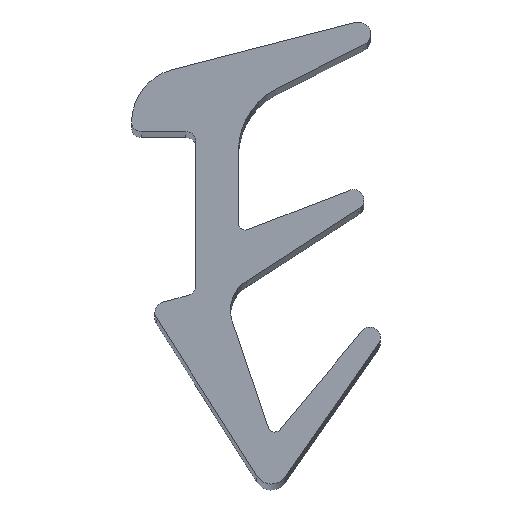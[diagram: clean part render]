
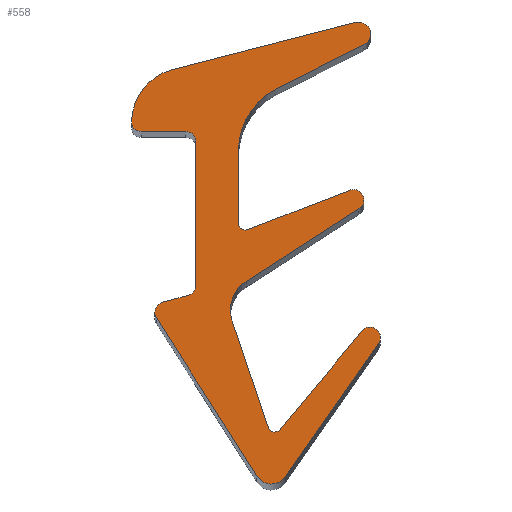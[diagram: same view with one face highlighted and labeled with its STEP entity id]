
A CAD part, top view. The second image highlights one B-rep face of the part: STEP entity #558.
In plain terms, the highlighted planar face has unit normal (0, 0, 1).
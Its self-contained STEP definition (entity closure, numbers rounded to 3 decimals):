
#27=PLANE('',#619);
#56=FACE_OUTER_BOUND('',#85,.T.);
#85=EDGE_LOOP('',(#462,#463,#464,#465,#466,#467,#468,#469,#470,#471,#472,
#473,#474,#475,#476,#477,#478,#479,#480,#481,#482,#483,#484,#485,#486,#487,
#488));
#95=LINE('',#825,#146);
#99=LINE('',#837,#150);
#104=LINE('',#855,#155);
#108=LINE('',#867,#159);
#112=LINE('',#879,#163);
#115=LINE('',#888,#166);
#119=LINE('',#900,#170);
#123=LINE('',#912,#174);
#127=LINE('',#924,#178);
#130=LINE('',#933,#181);
#134=LINE('',#945,#185);
#137=LINE('',#954,#188);
#146=VECTOR('',#651,2.887);
#150=VECTOR('',#663,5.563);
#155=VECTOR('',#682,1.3);
#159=VECTOR('',#694,4.195);
#163=VECTOR('',#706,0.835);
#166=VECTOR('',#717,5.463);
#170=VECTOR('',#729,4.759);
#174=VECTOR('',#741,3.755);
#178=VECTOR('',#753,3.28);
#181=VECTOR('',#764,3.91);
#185=VECTOR('',#776,3.179);
#188=VECTOR('',#787,2.127);
#189=CIRCLE('',#563,1.);
#191=CIRCLE('',#566,0.3);
#194=CIRCLE('',#570,2.);
#196=CIRCLE('',#574,0.35);
#198=CIRCLE('',#578,1.6);
#200=CIRCLE('',#581,0.28);
#202=CIRCLE('',#585,0.3);
#204=CIRCLE('',#589,0.3);
#205=CIRCLE('',#592,0.3);
#208=CIRCLE('',#597,0.5);
#210=CIRCLE('',#601,0.3);
#212=CIRCLE('',#605,0.2);
#213=CIRCLE('',#608,1.);
#216=CIRCLE('',#613,0.3);
#218=CIRCLE('',#617,0.2);
#219=VERTEX_POINT('',#794);
#220=VERTEX_POINT('',#795);
#223=VERTEX_POINT('',#803);
#224=VERTEX_POINT('',#804);
#229=VERTEX_POINT('',#815);
#230=VERTEX_POINT('',#817);
#232=VERTEX_POINT('',#823);
#234=VERTEX_POINT('',#829);
#236=VERTEX_POINT('',#835);
#238=VERTEX_POINT('',#841);
#240=VERTEX_POINT('',#847);
#242=VERTEX_POINT('',#853);
#244=VERTEX_POINT('',#859);
#246=VERTEX_POINT('',#865);
#248=VERTEX_POINT('',#871);
#250=VERTEX_POINT('',#877);
#252=VERTEX_POINT('',#886);
#254=VERTEX_POINT('',#892);
#256=VERTEX_POINT('',#898);
#258=VERTEX_POINT('',#904);
#260=VERTEX_POINT('',#910);
#262=VERTEX_POINT('',#916);
#264=VERTEX_POINT('',#922);
#266=VERTEX_POINT('',#931);
#268=VERTEX_POINT('',#937);
#270=VERTEX_POINT('',#943);
#272=VERTEX_POINT('',#949);
#273=EDGE_CURVE('',#219,#220,#189,.T.);
#277=EDGE_CURVE('',#223,#224,#191,.T.);
#283=EDGE_CURVE('',#230,#229,#194,.T.);
#287=EDGE_CURVE('',#229,#232,#95,.T.);
#290=EDGE_CURVE('',#232,#234,#196,.T.);
#293=EDGE_CURVE('',#234,#236,#99,.T.);
#296=EDGE_CURVE('',#236,#238,#198,.T.);
#299=EDGE_CURVE('',#238,#240,#200,.T.);
#302=EDGE_CURVE('',#240,#242,#104,.T.);
#305=EDGE_CURVE('',#242,#244,#202,.T.);
#308=EDGE_CURVE('',#244,#246,#108,.T.);
#311=EDGE_CURVE('',#246,#248,#204,.T.);
#314=EDGE_CURVE('',#248,#250,#112,.T.);
#315=EDGE_CURVE('',#250,#223,#205,.T.);
#319=EDGE_CURVE('',#224,#252,#115,.T.);
#322=EDGE_CURVE('',#252,#254,#208,.T.);
#325=EDGE_CURVE('',#254,#256,#119,.T.);
#328=EDGE_CURVE('',#256,#258,#210,.T.);
#331=EDGE_CURVE('',#258,#260,#123,.T.);
#334=EDGE_CURVE('',#260,#262,#212,.T.);
#337=EDGE_CURVE('',#262,#264,#127,.T.);
#338=EDGE_CURVE('',#264,#219,#213,.T.);
#342=EDGE_CURVE('',#220,#266,#130,.T.);
#345=EDGE_CURVE('',#266,#268,#216,.T.);
#348=EDGE_CURVE('',#268,#270,#134,.T.);
#351=EDGE_CURVE('',#270,#272,#218,.T.);
#353=EDGE_CURVE('',#272,#230,#137,.T.);
#462=ORIENTED_EDGE('',*,*,#283,.T.);
#463=ORIENTED_EDGE('',*,*,#287,.T.);
#464=ORIENTED_EDGE('',*,*,#290,.T.);
#465=ORIENTED_EDGE('',*,*,#293,.T.);
#466=ORIENTED_EDGE('',*,*,#296,.T.);
#467=ORIENTED_EDGE('',*,*,#299,.T.);
#468=ORIENTED_EDGE('',*,*,#302,.T.);
#469=ORIENTED_EDGE('',*,*,#305,.T.);
#470=ORIENTED_EDGE('',*,*,#308,.T.);
#471=ORIENTED_EDGE('',*,*,#311,.T.);
#472=ORIENTED_EDGE('',*,*,#314,.T.);
#473=ORIENTED_EDGE('',*,*,#315,.T.);
#474=ORIENTED_EDGE('',*,*,#277,.T.);
#475=ORIENTED_EDGE('',*,*,#319,.T.);
#476=ORIENTED_EDGE('',*,*,#322,.T.);
#477=ORIENTED_EDGE('',*,*,#325,.T.);
#478=ORIENTED_EDGE('',*,*,#328,.T.);
#479=ORIENTED_EDGE('',*,*,#331,.T.);
#480=ORIENTED_EDGE('',*,*,#334,.T.);
#481=ORIENTED_EDGE('',*,*,#337,.T.);
#482=ORIENTED_EDGE('',*,*,#338,.T.);
#483=ORIENTED_EDGE('',*,*,#273,.T.);
#484=ORIENTED_EDGE('',*,*,#342,.T.);
#485=ORIENTED_EDGE('',*,*,#345,.T.);
#486=ORIENTED_EDGE('',*,*,#348,.T.);
#487=ORIENTED_EDGE('',*,*,#351,.T.);
#488=ORIENTED_EDGE('',*,*,#353,.T.);
#558=ADVANCED_FACE('',(#56),#27,.F.);
#563=AXIS2_PLACEMENT_3D('',#796,#625,#626);
#566=AXIS2_PLACEMENT_3D('',#805,#633,#634);
#570=AXIS2_PLACEMENT_3D('',#818,#644,#645);
#574=AXIS2_PLACEMENT_3D('',#831,#657,#658);
#578=AXIS2_PLACEMENT_3D('',#843,#669,#670);
#581=AXIS2_PLACEMENT_3D('',#849,#676,#677);
#585=AXIS2_PLACEMENT_3D('',#861,#688,#689);
#589=AXIS2_PLACEMENT_3D('',#873,#700,#701);
#592=AXIS2_PLACEMENT_3D('',#881,#709,#710);
#597=AXIS2_PLACEMENT_3D('',#894,#723,#724);
#601=AXIS2_PLACEMENT_3D('',#906,#735,#736);
#605=AXIS2_PLACEMENT_3D('',#918,#747,#748);
#608=AXIS2_PLACEMENT_3D('',#926,#756,#757);
#613=AXIS2_PLACEMENT_3D('',#939,#770,#771);
#617=AXIS2_PLACEMENT_3D('',#951,#782,#783);
#619=AXIS2_PLACEMENT_3D('',#955,#788,#789);
#625=DIRECTION('center_axis',(0.,0.,-1.));
#626=DIRECTION('ref_axis',(1.,0.,0.));
#633=DIRECTION('center_axis',(0.,0.,1.));
#634=DIRECTION('ref_axis',(1.,0.,0.));
#644=DIRECTION('center_axis',(0.,0.,-1.));
#645=DIRECTION('ref_axis',(-1.,0.,0.));
#651=DIRECTION('',(0.891,0.453,0.));
#657=DIRECTION('center_axis',(0.,0.,1.));
#658=DIRECTION('ref_axis',(1.,0.,0.));
#663=DIRECTION('',(-0.968,-0.25,0.));
#669=DIRECTION('center_axis',(0.,0.,1.));
#670=DIRECTION('ref_axis',(1.,0.,0.));
#676=DIRECTION('center_axis',(0.,0.,1.));
#677=DIRECTION('ref_axis',(1.,0.,0.));
#682=DIRECTION('',(1.,0.,0.));
#688=DIRECTION('center_axis',(0.,0.,-1.));
#689=DIRECTION('ref_axis',(1.,0.,0.));
#694=DIRECTION('',(0.,-1.,0.));
#700=DIRECTION('center_axis',(0.,0.,-1.));
#701=DIRECTION('ref_axis',(1.,0.,0.));
#706=DIRECTION('',(-0.965,-0.264,0.));
#709=DIRECTION('center_axis',(0.,0.,1.));
#710=DIRECTION('ref_axis',(1.,0.,0.));
#717=DIRECTION('',(0.535,-0.845,0.));
#723=DIRECTION('center_axis',(0.,0.,1.));
#724=DIRECTION('ref_axis',(1.,0.,0.));
#729=DIRECTION('',(0.572,0.82,0.));
#735=DIRECTION('center_axis',(0.,0.,1.));
#736=DIRECTION('ref_axis',(1.,0.,0.));
#741=DIRECTION('',(-0.639,-0.769,0.));
#747=DIRECTION('center_axis',(0.,0.,-1.));
#748=DIRECTION('ref_axis',(1.,0.,0.));
#753=DIRECTION('',(-0.321,0.947,0.));
#756=DIRECTION('center_axis',(0.,0.,-1.));
#757=DIRECTION('ref_axis',(1.,0.,0.));
#764=DIRECTION('',(0.84,0.542,0.));
#770=DIRECTION('center_axis',(0.,0.,1.));
#771=DIRECTION('ref_axis',(1.,0.,0.));
#776=DIRECTION('',(-0.933,-0.36,0.));
#782=DIRECTION('center_axis',(0.,0.,-1.));
#783=DIRECTION('ref_axis',(1.,0.,0.));
#787=DIRECTION('',(0.,1.,0.));
#788=DIRECTION('center_axis',(0.,0.,-1.));
#789=DIRECTION('ref_axis',(0.,-1.,0.));
#794=CARTESIAN_POINT('',(-1.175,5.082,-400.));
#795=CARTESIAN_POINT('',(-0.716,5.923,-400.));
#796=CARTESIAN_POINT('Origin',(-0.175,5.082,-400.));
#803=CARTESIAN_POINT('',(-3.382,5.021,-400.));
#804=CARTESIAN_POINT('',(-3.336,4.86,-400.));
#805=CARTESIAN_POINT('Origin',(-3.082,5.021,-400.));
#815=CARTESIAN_POINT('',(0.154,11.53,-400.));
#817=CARTESIAN_POINT('',(-0.94,9.747,-400.));
#818=CARTESIAN_POINT('Origin',(1.06,9.747,-400.));
#823=CARTESIAN_POINT('',(2.727,12.839,-400.));
#825=CARTESIAN_POINT('',(2.727,12.839,-400.));
#829=CARTESIAN_POINT('',(2.481,13.489,-400.));
#831=CARTESIAN_POINT('Origin',(2.568,13.15,-400.));
#835=CARTESIAN_POINT('',(-2.906,12.1,-400.));
#837=CARTESIAN_POINT('',(-2.906,12.1,-400.));
#841=CARTESIAN_POINT('',(-4.062,10.578,-400.));
#843=CARTESIAN_POINT('Origin',(-2.462,10.563,-400.));
#847=CARTESIAN_POINT('',(-3.782,10.3,-400.));
#849=CARTESIAN_POINT('Origin',(-3.782,10.58,-400.));
#853=CARTESIAN_POINT('',(-2.482,10.3,-400.));
#855=CARTESIAN_POINT('',(-2.482,10.3,-400.));
#859=CARTESIAN_POINT('',(-2.182,10.,-400.));
#861=CARTESIAN_POINT('Origin',(-2.482,10.,-400.));
#865=CARTESIAN_POINT('',(-2.182,5.805,-400.));
#867=CARTESIAN_POINT('',(-2.182,5.805,-400.));
#871=CARTESIAN_POINT('',(-2.38,5.523,-400.));
#873=CARTESIAN_POINT('Origin',(-2.482,5.805,-400.));
#877=CARTESIAN_POINT('',(-3.185,5.303,-400.));
#879=CARTESIAN_POINT('',(-3.185,5.303,-400.));
#881=CARTESIAN_POINT('Origin',(-3.082,5.021,-400.));
#886=CARTESIAN_POINT('',(-0.412,0.245,-400.));
#888=CARTESIAN_POINT('',(-0.412,0.245,-400.));
#892=CARTESIAN_POINT('',(0.429,0.213,-400.));
#894=CARTESIAN_POINT('Origin',(0.019,0.5,-400.));
#898=CARTESIAN_POINT('',(3.153,4.116,-400.));
#900=CARTESIAN_POINT('',(3.153,4.116,-400.));
#904=CARTESIAN_POINT('',(2.676,4.479,-400.));
#906=CARTESIAN_POINT('Origin',(2.907,4.287,-400.));
#910=CARTESIAN_POINT('',(0.276,1.591,-400.));
#912=CARTESIAN_POINT('',(0.276,1.591,-400.));
#916=CARTESIAN_POINT('',(-0.067,1.655,-400.));
#918=CARTESIAN_POINT('Origin',(0.122,1.719,-400.));
#922=CARTESIAN_POINT('',(-1.122,4.761,-400.));
#924=CARTESIAN_POINT('',(-1.122,4.761,-400.));
#926=CARTESIAN_POINT('Origin',(-0.175,5.082,-400.));
#931=CARTESIAN_POINT('',(2.57,8.041,-400.));
#933=CARTESIAN_POINT('',(2.57,8.041,-400.));
#937=CARTESIAN_POINT('',(2.298,8.576,-400.));
#939=CARTESIAN_POINT('Origin',(2.426,8.305,-400.));
#943=CARTESIAN_POINT('',(-0.668,7.433,-400.));
#945=CARTESIAN_POINT('',(-0.668,7.433,-400.));
#949=CARTESIAN_POINT('',(-0.94,7.62,-400.));
#951=CARTESIAN_POINT('Origin',(-0.74,7.62,-400.));
#954=CARTESIAN_POINT('',(-0.94,7.62,-400.));
#955=CARTESIAN_POINT('Origin',(1.06,9.747,-400.));
